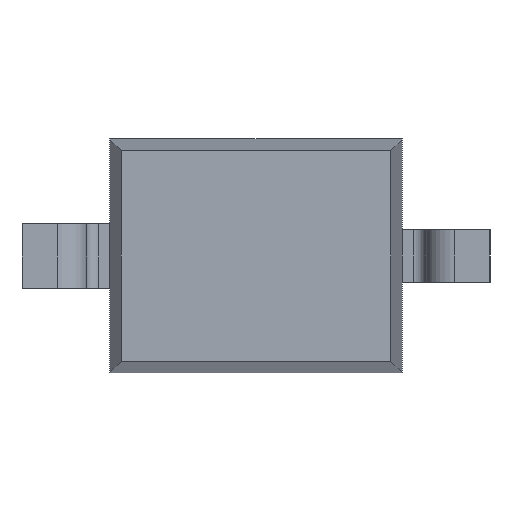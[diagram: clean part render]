
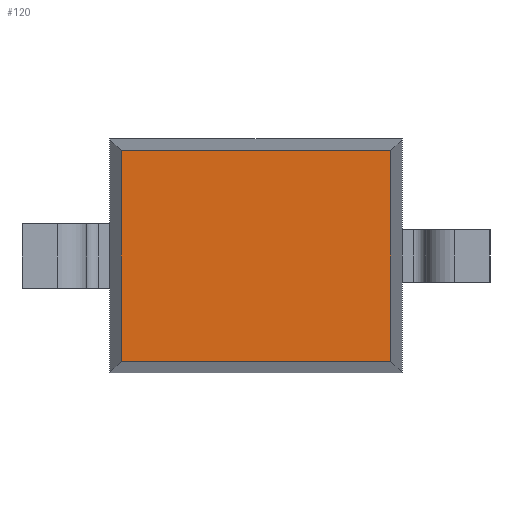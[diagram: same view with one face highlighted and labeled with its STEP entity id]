
A CAD part, front view. The second image highlights one B-rep face of the part: STEP entity #120.
In plain terms, the highlighted planar face has unit normal (0, -1, 0).
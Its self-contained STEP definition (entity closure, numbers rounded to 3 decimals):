
#15=VECTOR ( 'NONE', #17, 1000. );
#17=DIRECTION ( 'NONE',  ( 0., 0., -1. ) );
#35=EDGE_LOOP ( 'NONE', ( #630, #739, #234, #638 ) );
#39=DIRECTION ( 'NONE',  ( 0., 0., 1. ) );
#40=CARTESIAN_POINT ( 'NONE',  ( 1.151, 0.08, -1. ) );
#48=DIRECTION ( 'NONE',  ( 0., 1., 0. ) );
#49=CARTESIAN_POINT ( 'NONE',  ( -1.151, 0.08, 0.901 ) );
#101=DIRECTION ( 'NONE',  ( 1., 0., 0. ) );
#102=DIRECTION ( 'NONE',  ( -1., 0., 0. ) );
#113=VECTOR ( 'NONE', #138, 1000. );
#120=ADVANCED_FACE ( 'NONE', ( #265 ), #345, .F. );
#138=DIRECTION ( 'NONE',  ( 0., 0., 1. ) );
#140=CARTESIAN_POINT ( 'NONE',  ( 1.151, 0.08, -0.901 ) );
#148=CARTESIAN_POINT ( 'NONE',  ( -1.151, 0.08, -0.901 ) );
#178=VECTOR ( 'NONE', #102, 1000. );
#201=LINE ( 'NONE', #40, #15 );
#234=ORIENTED_EDGE ( 'NONE', *, *, #664, .F. );
#265=FACE_OUTER_BOUND ( 'NONE', #35, .T. );
#268=EDGE_CURVE ( 'NONE', #652, #655, #648, .T. );
#342=LINE ( 'NONE', #657, #178 );
#345=PLANE ( 'NONE',  #958 );
#372=EDGE_CURVE ( 'NONE', #655, #406, #201, .T. );
#406=VERTEX_POINT ( 'NONE', #140 );
#420=VECTOR ( 'NONE', #101, 1000. );
#428=CARTESIAN_POINT ( 'NONE',  ( 1.25, 0.08, 0.901 ) );
#529=EDGE_CURVE ( 'NONE', #406, #688, #342, .T. );
#539=CARTESIAN_POINT ( 'NONE',  ( -1.151, 0.08, 1. ) );
#630=ORIENTED_EDGE ( 'NONE', *, *, #372, .F. );
#638=ORIENTED_EDGE ( 'NONE', *, *, #529, .F. );
#648=LINE ( 'NONE', #428, #420 );
#649=CARTESIAN_POINT ( 'NONE',  ( 0., 0.08, 0. ) );
#652=VERTEX_POINT ( 'NONE', #49 );
#655=VERTEX_POINT ( 'NONE', #897 );
#657=CARTESIAN_POINT ( 'NONE',  ( -1.25, 0.08, -0.901 ) );
#664=EDGE_CURVE ( 'NONE', #688, #652, #669, .T. );
#669=LINE ( 'NONE', #539, #113 );
#688=VERTEX_POINT ( 'NONE', #148 );
#739=ORIENTED_EDGE ( 'NONE', *, *, #268, .F. );
#897=CARTESIAN_POINT ( 'NONE',  ( 1.151, 0.08, 0.901 ) );
#958=AXIS2_PLACEMENT_3D ( 'NONE', #649, #48, #39 );
